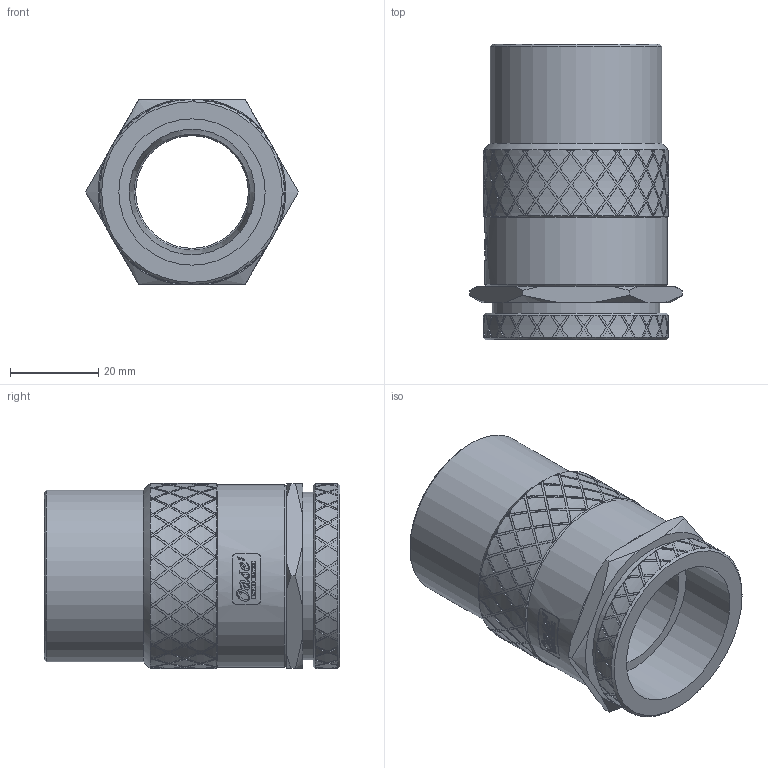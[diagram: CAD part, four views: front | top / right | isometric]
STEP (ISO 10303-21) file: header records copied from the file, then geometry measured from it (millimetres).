
FILE_DESCRIPTION(/* description */ (''),/* implementation_level */ '2;1');
FILE_NAME(/* name */ '51033 Flow valve 10.stp',/* time_stamp */ '2017-08-21T10:43:03+02:00',/* author */ ('guzb562'),/* organization */ (''),/* preprocessor_version */ 'ST-DEVELOPER v16.1',/* originating_system */ 'Autodesk Inventor 2016',/* authorisation */ '');
FILE_SCHEMA (('AUTOMOTIVE_DESIGN { 1 0 10303 214 3 1 1 }'));
Products named in the file (1): 51033 Flow valve 10
Bounding box: 48.32 x 67.05 x 42 mm (x, y, z)
Volume: 39889.2 mm3; surface area: 17318.3 mm2
Topology: 1 solids, 1 shells, 1545 faces, 3987 edges, 2541 vertices
Faces by surface type: plane 1002, cylinder 274, cone 190, bspline 78, torus 1
Full cylindrical faces by diameter (mm): 25.586 x1, 28.5 x1, 33.2 x2, 38 x1, 39 x1, 41.5 x1, 41.8 x1
Entity records: 50666 total; most frequent: CARTESIAN_POINT 12574, DIRECTION 8623, ORIENTED_EDGE 7922, EDGE_CURVE 3961, AXIS2_PLACEMENT_3D 3670, VERTEX_POINT 2536, EDGE_LOOP 1665, FACE_OUTER_BOUND 1545
